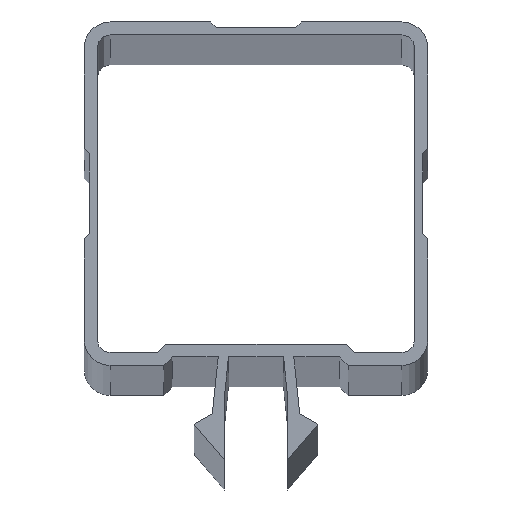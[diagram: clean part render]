
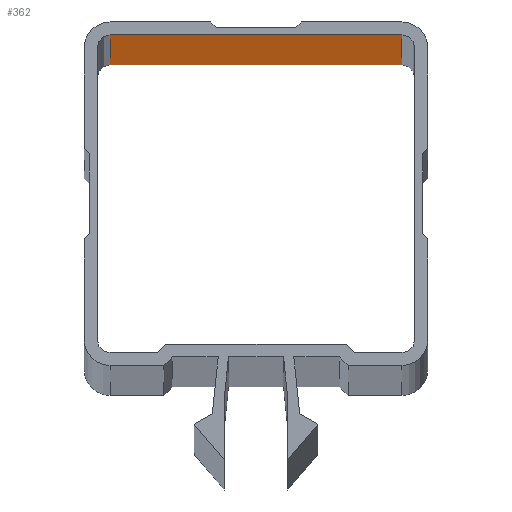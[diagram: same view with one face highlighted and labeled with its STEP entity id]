
A CAD part, top view. The second image highlights one B-rep face of the part: STEP entity #362.
In plain terms, the highlighted planar face has unit normal (0, -1, 0).
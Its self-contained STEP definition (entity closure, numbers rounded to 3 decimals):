
#14 = ORIENTED_EDGE ( 'NONE', *, *, #72, .F. ) ;
#53 = PLANE ( 'NONE',  #282 ) ;
#72 = EDGE_CURVE ( 'NONE', #561, #666, #675, .T. ) ;
#128 = FACE_OUTER_BOUND ( 'NONE', #1539, .T. ) ;
#152 = VERTEX_POINT ( 'NONE', #1272 ) ;
#172 = ORIENTED_EDGE ( 'NONE', *, *, #297, .F. ) ;
#251 = VECTOR ( 'NONE', #1009, 1000. ) ;
#282 = AXIS2_PLACEMENT_3D ( 'NONE', #961, #1604, #590 ) ;
#297 = EDGE_CURVE ( 'NONE', #931, #152, #1483, .T. ) ;
#323 = DIRECTION ( 'NONE',  ( 1., 0., 0. ) ) ;
#362 = ADVANCED_FACE ( 'NONE', ( #128 ), #53, .F. ) ;
#411 = VECTOR ( 'NONE', #423, 1000. ) ;
#423 = DIRECTION ( 'NONE',  ( -1., 0., 0. ) ) ;
#561 = VERTEX_POINT ( 'NONE', #1550 ) ;
#587 = DIRECTION ( 'NONE',  ( 0., 0., 1. ) ) ;
#590 = DIRECTION ( 'NONE',  ( 0., 0., 1. ) ) ;
#653 = LINE ( 'NONE', #1193, #411 ) ;
#666 = VERTEX_POINT ( 'NONE', #1148 ) ;
#675 = LINE ( 'NONE', #1130, #251 ) ;
#744 = ORIENTED_EDGE ( 'NONE', *, *, #1659, .F. ) ;
#811 = VECTOR ( 'NONE', #587, 1000. ) ;
#925 = EDGE_CURVE ( 'NONE', #666, #931, #653, .T. ) ;
#931 = VERTEX_POINT ( 'NONE', #1241 ) ;
#961 = CARTESIAN_POINT ( 'NONE',  ( -17., 18.5, 2000. ) ) ;
#1009 = DIRECTION ( 'NONE',  ( 0., 0., -1. ) ) ;
#1113 = ORIENTED_EDGE ( 'NONE', *, *, #925, .F. ) ;
#1130 = CARTESIAN_POINT ( 'NONE',  ( 17., 18.5, 2000. ) ) ;
#1148 = CARTESIAN_POINT ( 'NONE',  ( 17., 18.5, 0. ) ) ;
#1190 = VECTOR ( 'NONE', #323, 1000. ) ;
#1193 = CARTESIAN_POINT ( 'NONE',  ( -17., 18.5, 0. ) ) ;
#1230 = CARTESIAN_POINT ( 'NONE',  ( -17., 18.5, 2000. ) ) ;
#1241 = CARTESIAN_POINT ( 'NONE',  ( -17., 18.5, 0. ) ) ;
#1272 = CARTESIAN_POINT ( 'NONE',  ( -17., 18.5, 2000. ) ) ;
#1483 = LINE ( 'NONE', #1230, #811 ) ;
#1500 = CARTESIAN_POINT ( 'NONE',  ( -17., 18.5, 2000. ) ) ;
#1516 = LINE ( 'NONE', #1500, #1190 ) ;
#1539 = EDGE_LOOP ( 'NONE', ( #14, #744, #172, #1113 ) ) ;
#1550 = CARTESIAN_POINT ( 'NONE',  ( 17., 18.5, 2000. ) ) ;
#1604 = DIRECTION ( 'NONE',  ( 0., 1., 0. ) ) ;
#1659 = EDGE_CURVE ( 'NONE', #152, #561, #1516, .T. ) ;
